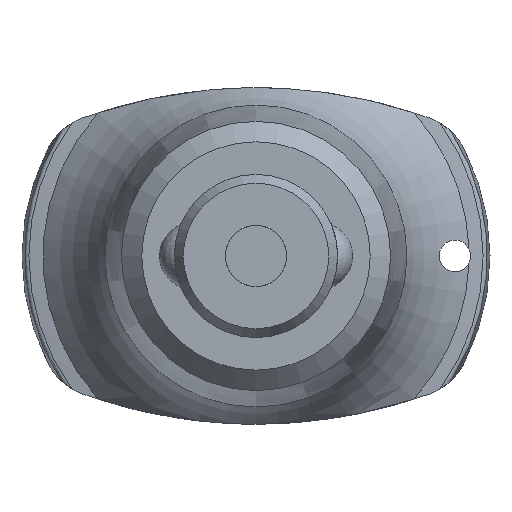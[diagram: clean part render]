
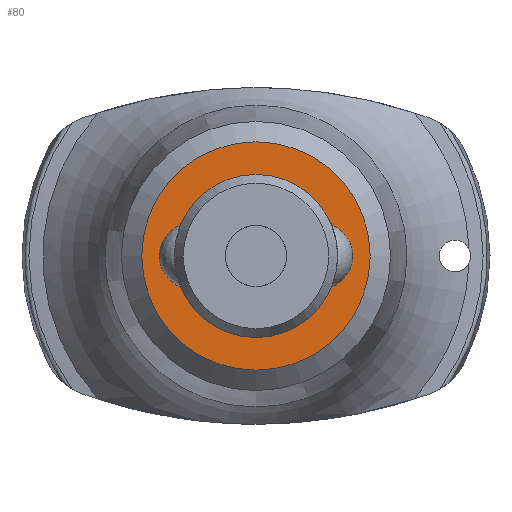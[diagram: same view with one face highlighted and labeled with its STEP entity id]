
A CAD part, front view. The second image highlights one B-rep face of the part: STEP entity #80.
In plain terms, the highlighted planar face has unit normal (0, -1, 0).
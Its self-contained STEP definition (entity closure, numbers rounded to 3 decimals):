
#80 = ADVANCED_FACE( '', ( #193, #194 ), #195, .T. );
#193 = FACE_OUTER_BOUND( '', #393, .T. );
#194 = FACE_BOUND( '', #394, .T. );
#195 = PLANE( '', #395 );
#393 = EDGE_LOOP( '', ( #586 ) );
#394 = EDGE_LOOP( '', ( #587 ) );
#395 = AXIS2_PLACEMENT_3D( '', #588, #589, #590 );
#586 = ORIENTED_EDGE( '', *, *, #886, .T. );
#587 = ORIENTED_EDGE( '', *, *, #887, .F. );
#588 = CARTESIAN_POINT( '', ( 3., 0., 0. ) );
#589 = DIRECTION( '', ( 0., -1., 0. ) );
#590 = DIRECTION( '', ( 0., 0., -1. ) );
#886 = EDGE_CURVE( '', #1033, #1033, #1034, .T. );
#887 = EDGE_CURVE( '', #1035, #1035, #1036, .T. );
#1033 = VERTEX_POINT( '', #1491 );
#1034 = CIRCLE( '', #1492, 11.2 );
#1035 = VERTEX_POINT( '', #1493 );
#1036 = CIRCLE( '', #1494, 8. );
#1491 = CARTESIAN_POINT( '', ( 0., 0., -11.2 ) );
#1492 = AXIS2_PLACEMENT_3D( '', #2170, #2171, #2172 );
#1493 = CARTESIAN_POINT( '', ( 0., 0., -8. ) );
#1494 = AXIS2_PLACEMENT_3D( '', #2173, #2174, #2175 );
#2170 = CARTESIAN_POINT( '', ( 0., 0., 0. ) );
#2171 = DIRECTION( '', ( 0., -1., 0. ) );
#2172 = DIRECTION( '', ( 0., 0., -1. ) );
#2173 = CARTESIAN_POINT( '', ( 0., 0., 0. ) );
#2174 = DIRECTION( '', ( 0., -1., 0. ) );
#2175 = DIRECTION( '', ( 0., 0., -1. ) );
